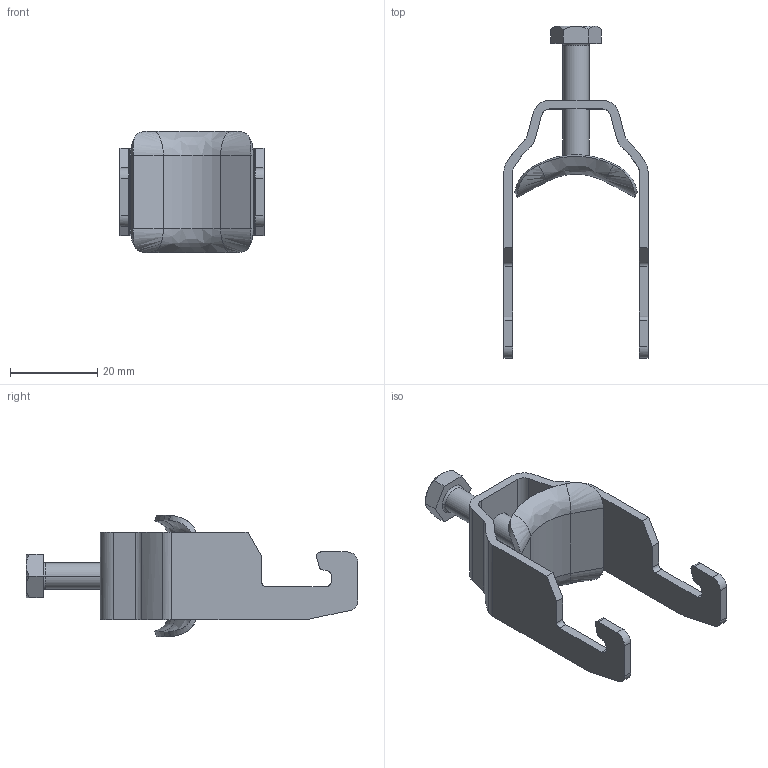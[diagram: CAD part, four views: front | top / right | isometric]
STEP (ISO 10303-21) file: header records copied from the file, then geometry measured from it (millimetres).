
FILE_DESCRIPTION(/* description */ (''),/* implementation_level */ '2;1');
FILE_NAME(/* name */ '1158031',/* time_stamp */ '2014-04-09T14:36:16+02:00',/* author */ (''),/* organization */ (''),/* preprocessor_version */ 'ST-DEVELOPER v15',/* originating_system */ '',/* authorisation */ '');
FILE_SCHEMA (('AUTOMOTIVE_DESIGN'));
Length unit declared in the file: millimetre
Products named in the file (1): Block 01
Bounding box: 33 x 76 x 27.85 mm (x, y, z)
Volume: 6586.8 mm3; surface area: 7816.2 mm2
Topology: 3 solids, 3 shells, 116 faces, 294 edges, 186 vertices
Faces by surface type: bspline 70, plane 46
Entity records: 4933 total; most frequent: CARTESIAN_POINT 3158, ORIENTED_EDGE 588, EDGE_CURVE 294, VERTEX_POINT 186, B_SPLINE_CURVE_WITH_KNOTS 167, EDGE_LOOP 120, ADVANCED_FACE 116, FACE_OUTER_BOUND 116
